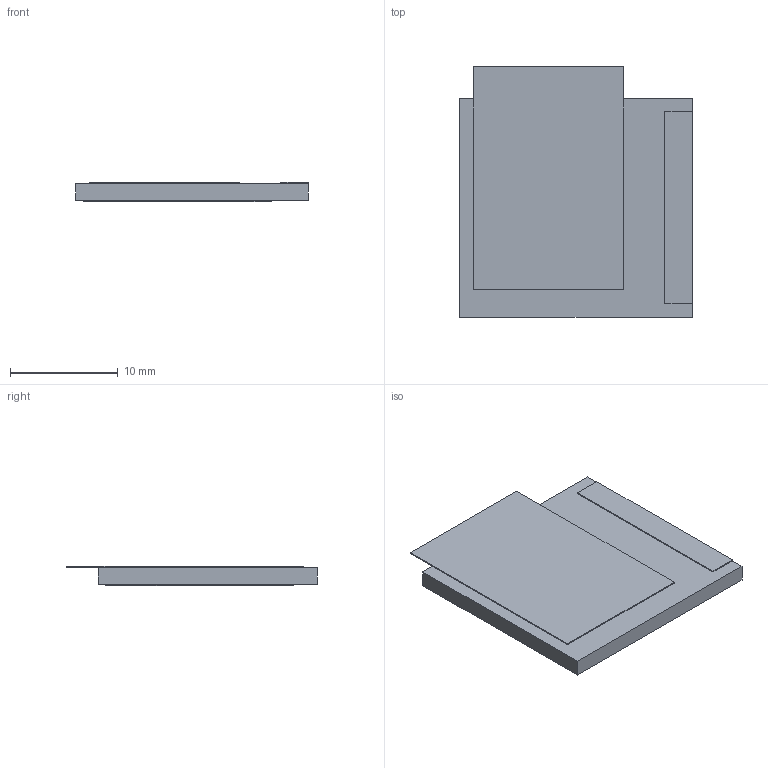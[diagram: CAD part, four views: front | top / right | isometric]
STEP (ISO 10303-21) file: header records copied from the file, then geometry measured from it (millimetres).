
FILE_DESCRIPTION(/* description */ (''),/* implementation_level */ '2;1');
FILE_NAME(/* name */ '95d066da-a780-4315-92a5-103b55e164ef.stp',/* time_stamp */ '2021-04-06T19:04:51+00:00',/* author */ (''),/* organization */ (''),/* preprocessor_version */ 'ST-DEVELOPER v18.1',/* originating_system */ 'Autodesk Translation Framework v10.6.0.1341',/* authorisation */ '');
FILE_SCHEMA (('AUTOMOTIVE_DESIGN { 1 0 10303 214 3 1 1 }'));
Length unit declared in the file: millimetre
Products named in the file (6): 95d066da-a780-4315-92a5-103b55e164ef; PCB Component; Board; 1X07; LOGO-SFENEW; microSD
Assembly tree (5 placements, depth 3):
  95d066da-a780-4315-92a5-103b55e164ef
    PCB Component
      Board
      1X07
      LOGO-SFENEW
      microSD
Bounding box: 21.59 x 23.24 x 1.77 mm (x, y, z)
Volume: 723.8 mm3; surface area: 1936.4 mm2
Topology: 4 solids, 4 shells, 32 faces, 72 edges, 48 vertices
Faces by surface type: plane 24, cylinder 8
Full cylindrical faces by diameter (mm): 0.508 x1, 1.016 x7
Entity records: 1122 total; most frequent: DIRECTION 174, CARTESIAN_POINT 163, ORIENTED_EDGE 144, EDGE_CURVE 72, AXIS2_PLACEMENT_3D 59, LINE 56, VECTOR 56, EDGE_LOOP 48
